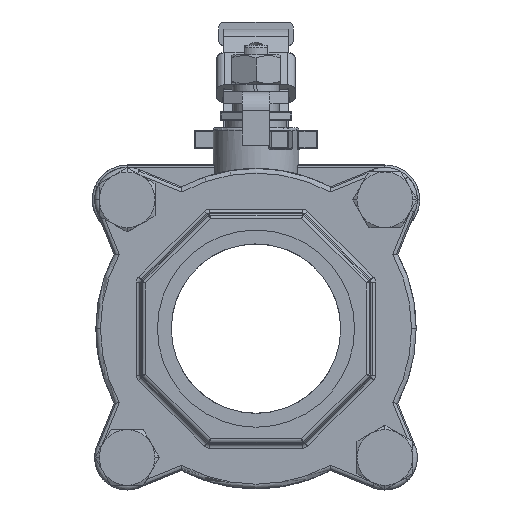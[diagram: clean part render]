
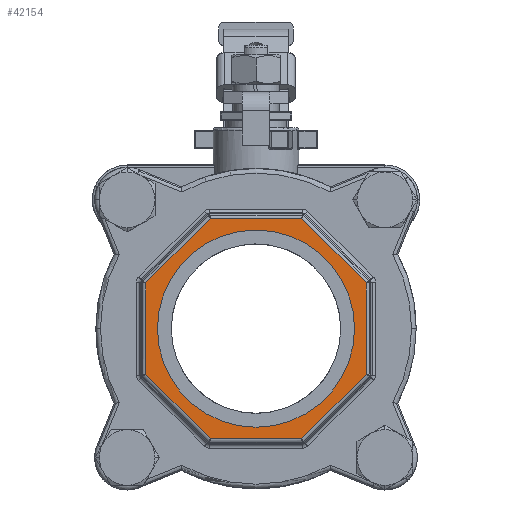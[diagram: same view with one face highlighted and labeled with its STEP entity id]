
A CAD part, left-side view. The second image highlights one B-rep face of the part: STEP entity #42154.
In plain terms, the highlighted planar face has unit normal (-1, 0, 0).
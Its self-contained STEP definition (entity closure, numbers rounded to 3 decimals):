
#35387=CARTESIAN_POINT('',(-87.5,42.463,-0.));
#35388=VERTEX_POINT('',#35387);
#35397=CARTESIAN_POINT('',(-87.5,-42.463,-0.));
#35398=VERTEX_POINT('',#35397);
#35399=CARTESIAN_POINT('',(-87.5,0.,-0.));
#35400=DIRECTION('',(1.,-0.,0.));
#35401=DIRECTION('',(0.,1.,0.));
#35402=AXIS2_PLACEMENT_3D('',#35399,#35400,#35401);
#35403=CIRCLE('',#35402,42.463);
#35404=EDGE_CURVE('',#35398,#35388,#35403,.T.);
#40539=CARTESIAN_POINT('',(-87.5,47.5,-19.675));
#40540=VERTEX_POINT('',#40539);
#40692=CARTESIAN_POINT('',(-87.5,47.5,19.675));
#40693=VERTEX_POINT('',#40692);
#40845=CARTESIAN_POINT('',(-87.5,19.675,47.5));
#40846=VERTEX_POINT('',#40845);
#40998=CARTESIAN_POINT('',(-87.5,-19.675,47.5));
#40999=VERTEX_POINT('',#40998);
#41151=CARTESIAN_POINT('',(-87.5,-47.5,19.675));
#41152=VERTEX_POINT('',#41151);
#41304=CARTESIAN_POINT('',(-87.5,-47.5,-19.675));
#41305=VERTEX_POINT('',#41304);
#41457=CARTESIAN_POINT('',(-87.5,-19.675,-47.5));
#41458=VERTEX_POINT('',#41457);
#41610=CARTESIAN_POINT('',(-87.5,19.675,-47.5));
#41611=VERTEX_POINT('',#41610);
#42089=CARTESIAN_POINT('',(-87.5,0.,0.));
#42090=DIRECTION('',(-1.,0.,-0.));
#42091=DIRECTION('',(0.,1.,0.));
#42092=AXIS2_PLACEMENT_3D('',#42089,#42090,#42091);
#42093=PLANE('',#42092);
#42094=CARTESIAN_POINT('',(-87.5,19.675,-47.5));
#42095=DIRECTION('',(0.,0.707,0.707));
#42096=VECTOR('',#42095,39.35);
#42097=LINE('',#42094,#42096);
#42098=EDGE_CURVE('',#41611,#40540,#42097,.T.);
#42099=ORIENTED_EDGE('',*,*,#42098,.F.);
#42100=CARTESIAN_POINT('',(-87.5,-19.675,-47.5));
#42101=DIRECTION('',(0.,1.,0.));
#42102=VECTOR('',#42101,39.35);
#42103=LINE('',#42100,#42102);
#42104=EDGE_CURVE('',#41458,#41611,#42103,.T.);
#42105=ORIENTED_EDGE('',*,*,#42104,.F.);
#42106=CARTESIAN_POINT('',(-87.5,-47.5,-19.675));
#42107=DIRECTION('',(0.,0.707,-0.707));
#42108=VECTOR('',#42107,39.35);
#42109=LINE('',#42106,#42108);
#42110=EDGE_CURVE('',#41305,#41458,#42109,.T.);
#42111=ORIENTED_EDGE('',*,*,#42110,.F.);
#42112=CARTESIAN_POINT('',(-87.5,-47.5,19.675));
#42113=DIRECTION('',(0.,-0.,-1.));
#42114=VECTOR('',#42113,39.35);
#42115=LINE('',#42112,#42114);
#42116=EDGE_CURVE('',#41152,#41305,#42115,.T.);
#42117=ORIENTED_EDGE('',*,*,#42116,.F.);
#42118=CARTESIAN_POINT('',(-87.5,-19.675,47.5));
#42119=DIRECTION('',(-0.,-0.707,-0.707));
#42120=VECTOR('',#42119,39.35);
#42121=LINE('',#42118,#42120);
#42122=EDGE_CURVE('',#40999,#41152,#42121,.T.);
#42123=ORIENTED_EDGE('',*,*,#42122,.F.);
#42124=CARTESIAN_POINT('',(-87.5,19.675,47.5));
#42125=DIRECTION('',(-0.,-1.,-0.));
#42126=VECTOR('',#42125,39.35);
#42127=LINE('',#42124,#42126);
#42128=EDGE_CURVE('',#40846,#40999,#42127,.T.);
#42129=ORIENTED_EDGE('',*,*,#42128,.F.);
#42130=CARTESIAN_POINT('',(-87.5,47.5,19.675));
#42131=DIRECTION('',(-0.,-0.707,0.707));
#42132=VECTOR('',#42131,39.35);
#42133=LINE('',#42130,#42132);
#42134=EDGE_CURVE('',#40693,#40846,#42133,.T.);
#42135=ORIENTED_EDGE('',*,*,#42134,.F.);
#42136=CARTESIAN_POINT('',(-87.5,47.5,-19.675));
#42137=DIRECTION('',(-0.,0.,1.));
#42138=VECTOR('',#42137,39.35);
#42139=LINE('',#42136,#42138);
#42140=EDGE_CURVE('',#40540,#40693,#42139,.T.);
#42141=ORIENTED_EDGE('',*,*,#42140,.F.);
#42142=EDGE_LOOP('',(#42099,#42105,#42111,#42117,#42123,#42129,#42135,#42141));
#42143=FACE_BOUND('',#42142,.T.);
#42144=CARTESIAN_POINT('',(-87.5,0.,-0.));
#42145=DIRECTION('',(1.,-0.,0.));
#42146=DIRECTION('',(0.,1.,0.));
#42147=AXIS2_PLACEMENT_3D('',#42144,#42145,#42146);
#42148=CIRCLE('',#42147,42.463);
#42149=EDGE_CURVE('',#35388,#35398,#42148,.T.);
#42150=ORIENTED_EDGE('',*,*,#42149,.T.);
#42151=ORIENTED_EDGE('',*,*,#35404,.T.);
#42152=EDGE_LOOP('',(#42150,#42151));
#42153=FACE_BOUND('',#42152,.T.);
#42154=ADVANCED_FACE('',(#42143,#42153),#42093,.T.);
